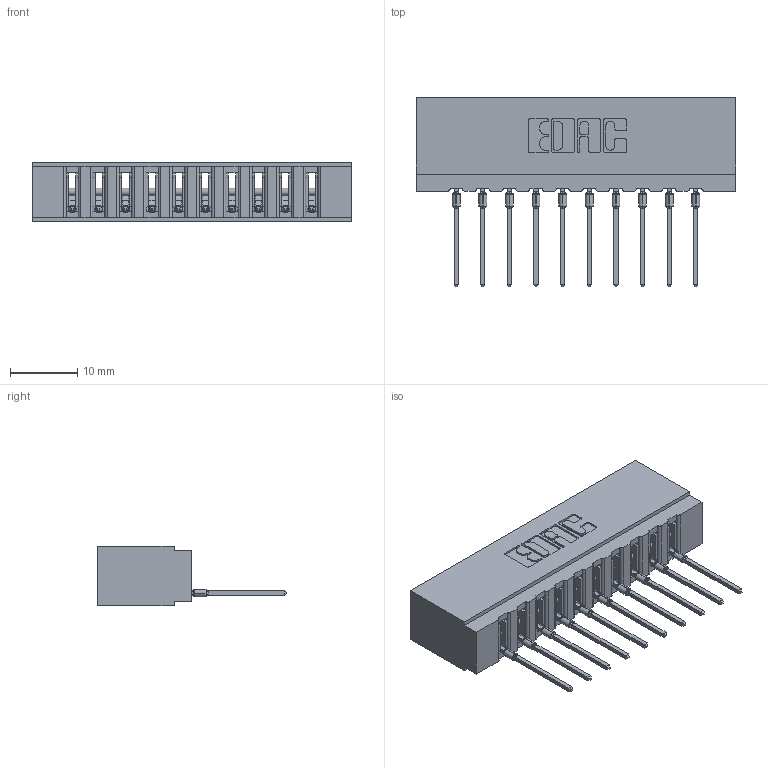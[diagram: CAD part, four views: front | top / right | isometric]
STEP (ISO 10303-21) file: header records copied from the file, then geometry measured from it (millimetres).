
FILE_DESCRIPTION (( 'STEP AP203' ), '1' );
FILE_NAME ('717-010-540-101.STEP', '2026-02-20T20:06:17', ( '' ), ( '' ), 'SwSTEP 2.0', 'SolidWorks 2023', '' );
FILE_SCHEMA (( 'CONFIG_CONTROL_DESIGN' ));
Length unit declared in the file: millimetre
Products named in the file (3): 717 Part_Insulator Option - 06; 745-292-001_540; 717-010-540-101
Assembly tree (11 placements, depth 2):
  717-010-540-101
    717 Part_Insulator Option - 06
    745-292-001_540  x10
Bounding box: 47.5 x 28.18 x 8.89 mm (x, y, z)
Volume: 4179.5 mm3; surface area: 5638 mm2
Topology: 11 solids, 11 shells, 1224 faces, 3361 edges, 2126 vertices
Faces by surface type: plane 734, cylinder 230, bspline 200, torus 60
Entity records: 21145 total; most frequent: CARTESIAN_POINT 4227, ORIENTED_EDGE 3608, DIRECTION 3160, EDGE_CURVE 1804, VECTOR 1562, LINE 1562, VERTEX_POINT 1154, AXIS2_PLACEMENT_3D 799
